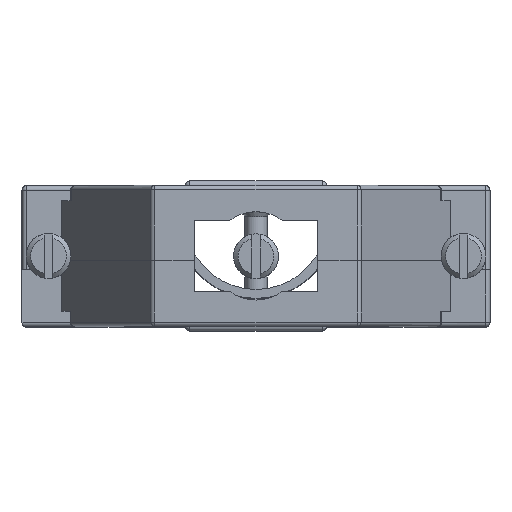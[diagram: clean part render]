
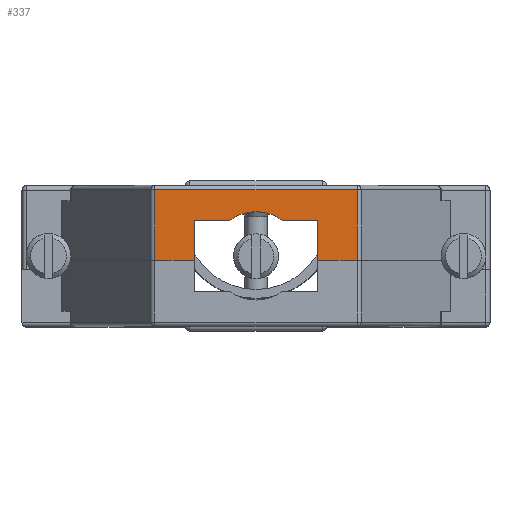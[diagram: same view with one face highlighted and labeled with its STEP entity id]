
A CAD part, top view. The second image highlights one B-rep face of the part: STEP entity #337.
In plain terms, the highlighted planar face has unit normal (0, 0, 1).
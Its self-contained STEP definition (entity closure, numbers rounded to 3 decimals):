
#337 = ADVANCED_FACE( '', ( #721 ), #722, .T. );
#721 = FACE_OUTER_BOUND( '', #1311, .T. );
#722 = PLANE( '', #1312 );
#1311 = EDGE_LOOP( '', ( #1967, #1968, #1969, #1970, #1971, #1972, #1973, #1974, #1975, #1976 ) );
#1312 = AXIS2_PLACEMENT_3D( '', #1977, #1978, #1979 );
#1967 = ORIENTED_EDGE( '', *, *, #4066, .F. );
#1968 = ORIENTED_EDGE( '', *, *, #4069, .T. );
#1969 = ORIENTED_EDGE( '', *, *, #4070, .T. );
#1970 = ORIENTED_EDGE( '', *, *, #4071, .T. );
#1971 = ORIENTED_EDGE( '', *, *, #4072, .T. );
#1972 = ORIENTED_EDGE( '', *, *, #4073, .T. );
#1973 = ORIENTED_EDGE( '', *, *, #4074, .F. );
#1974 = ORIENTED_EDGE( '', *, *, #4075, .F. );
#1975 = ORIENTED_EDGE( '', *, *, #4076, .T. );
#1976 = ORIENTED_EDGE( '', *, *, #4063, .F. );
#1977 = CARTESIAN_POINT( '', ( -11.75, -0.5, 41. ) );
#1978 = DIRECTION( '', ( 0., 0., 1. ) );
#1979 = DIRECTION( '', ( 1., 0., 0. ) );
#4063 = EDGE_CURVE( '', #4796, #4798, #4799, .T. );
#4066 = EDGE_CURVE( '', #4803, #4796, #4804, .T. );
#4069 = EDGE_CURVE( '', #4803, #4808, #4809, .T. );
#4070 = EDGE_CURVE( '', #4808, #4810, #4811, .T. );
#4071 = EDGE_CURVE( '', #4810, #4812, #4813, .F. );
#4072 = EDGE_CURVE( '', #4812, #4814, #4815, .F. );
#4073 = EDGE_CURVE( '', #4814, #4816, #4817, .T. );
#4074 = EDGE_CURVE( '', #4818, #4816, #4819, .T. );
#4075 = EDGE_CURVE( '', #4820, #4818, #4821, .T. );
#4076 = EDGE_CURVE( '', #4820, #4798, #4822, .T. );
#4796 = VERTEX_POINT( '', #5890 );
#4798 = VERTEX_POINT( '', #5893 );
#4799 = LINE( '', #5894, #5895 );
#4803 = VERTEX_POINT( '', #5901 );
#4804 = LINE( '', #5902, #5903 );
#4808 = VERTEX_POINT( '', #5909 );
#4809 = LINE( '', #5910, #5911 );
#4810 = VERTEX_POINT( '', #5912 );
#4811 = LINE( '', #5913, #5914 );
#4812 = VERTEX_POINT( '', #5915 );
#4813 = LINE( '', #5916, #5917 );
#4814 = VERTEX_POINT( '', #5918 );
#4815 = LINE( '', #5919, #5920 );
#4816 = VERTEX_POINT( '', #5921 );
#4817 = LINE( '', #5922, #5923 );
#4818 = VERTEX_POINT( '', #5924 );
#4819 = LINE( '', #5925, #5926 );
#4820 = VERTEX_POINT( '', #5927 );
#4821 = LINE( '', #5928, #5929 );
#4822 = CIRCLE( '', #5930, 5. );
#5890 = CARTESIAN_POINT( '', ( 7., 4., 41. ) );
#5893 = CARTESIAN_POINT( '', ( 3., 4., 41. ) );
#5894 = CARTESIAN_POINT( '', ( 7., 4., 41. ) );
#5895 = VECTOR( '', #7382, 1000. );
#5901 = CARTESIAN_POINT( '', ( 7., -0.5, 41. ) );
#5902 = CARTESIAN_POINT( '', ( 7., -4., 41. ) );
#5903 = VECTOR( '', #7385, 1000. );
#5909 = CARTESIAN_POINT( '', ( 11.455, -0.5, 41. ) );
#5910 = CARTESIAN_POINT( '', ( -11.75, -0.5, 41. ) );
#5911 = VECTOR( '', #7388, 1000. );
#5912 = CARTESIAN_POINT( '', ( 11.455, 7.5, 41. ) );
#5913 = CARTESIAN_POINT( '', ( 11.455, -0.5, 41. ) );
#5914 = VECTOR( '', #7389, 1000. );
#5915 = CARTESIAN_POINT( '', ( -11.455, 7.5, 41. ) );
#5916 = CARTESIAN_POINT( '', ( -11.75, 7.5, 41. ) );
#5917 = VECTOR( '', #7390, 1000. );
#5918 = CARTESIAN_POINT( '', ( -11.455, -0.5, 41. ) );
#5919 = CARTESIAN_POINT( '', ( -11.455, -0.5, 41. ) );
#5920 = VECTOR( '', #7391, 1000. );
#5921 = CARTESIAN_POINT( '', ( -7., -0.5, 41. ) );
#5922 = CARTESIAN_POINT( '', ( -11.75, -0.5, 41. ) );
#5923 = VECTOR( '', #7392, 1000. );
#5924 = CARTESIAN_POINT( '', ( -7., 4., 41. ) );
#5925 = CARTESIAN_POINT( '', ( -7., 4., 41. ) );
#5926 = VECTOR( '', #7393, 1000. );
#5927 = CARTESIAN_POINT( '', ( -3., 4., 41. ) );
#5928 = CARTESIAN_POINT( '', ( 7., 4., 41. ) );
#5929 = VECTOR( '', #7394, 1000. );
#5930 = AXIS2_PLACEMENT_3D( '', #7395, #7396, #7397 );
#7382 = DIRECTION( '', ( -1., 0., 0. ) );
#7385 = DIRECTION( '', ( 0., 1., 0. ) );
#7388 = DIRECTION( '', ( 1., 0., 0. ) );
#7389 = DIRECTION( '', ( 0., 1., 0. ) );
#7390 = DIRECTION( '', ( 1., 0., 0. ) );
#7391 = DIRECTION( '', ( 0., 1., 0. ) );
#7392 = DIRECTION( '', ( 1., 0., 0. ) );
#7393 = DIRECTION( '', ( 0., -1., 0. ) );
#7394 = DIRECTION( '', ( -1., 0., 0. ) );
#7395 = CARTESIAN_POINT( '', ( 0., 0., 41. ) );
#7396 = DIRECTION( '', ( 0., 0., -1. ) );
#7397 = DIRECTION( '', ( 1., 0., 0. ) );
